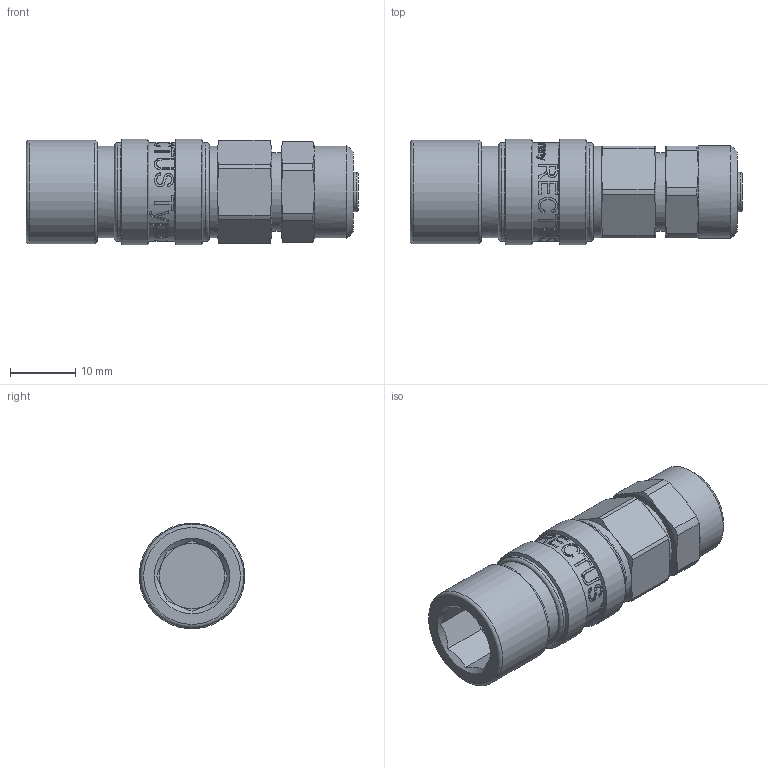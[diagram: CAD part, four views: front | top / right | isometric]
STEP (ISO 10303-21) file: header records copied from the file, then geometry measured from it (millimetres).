
FILE_DESCRIPTION(/* description */ (''),/* implementation_level */ '2;1');
FILE_NAME(/* name */ '21kbko08mpn8.stp',/* time_stamp */ '2020-08-11T13:54:14+02:00',/* author */ ('IA176480'),/* organization */ (''),/* preprocessor_version */ 'ST-DEVELOPER v17',/* originating_system */ 'Autodesk Inventor 2019',/* authorisation */ '');
FILE_SCHEMA (('CONFIG_CONTROL_DESIGN'));
Products named in the file (1): 21KBKO08MPN8
Bounding box: 50.74 x 16.09 x 16.09 mm (x, y, z)
Volume: 7603.9 mm3; surface area: 5898.3 mm2
Topology: 1 solids, 6 shells, 496 faces, 1345 edges, 902 vertices
Faces by surface type: plane 186, bspline 178, cylinder 78, cone 47, torus 7
Full cylindrical faces by diameter (mm): 6.05 x1, 9.956 x4, 10.4 x1, 10.45 x1, 10.6 x1, 10.7 x1, 10.92 x1, 11.4 x1, 12 x3, 12.1 x1, 12.15 x1, 14 x4, 14.15 x1, 15.1 x3, 15.8 x1, 16.15 x2
Entity records: 61830 total; most frequent: CARTESIAN_POINT 50245, ORIENTED_EDGE 2690, DIRECTION 1660, EDGE_CURVE 1345, VERTEX_POINT 902, AXIS2_PLACEMENT_3D 589, EDGE_LOOP 547, B_SPLINE_CURVE_WITH_KNOTS 513
